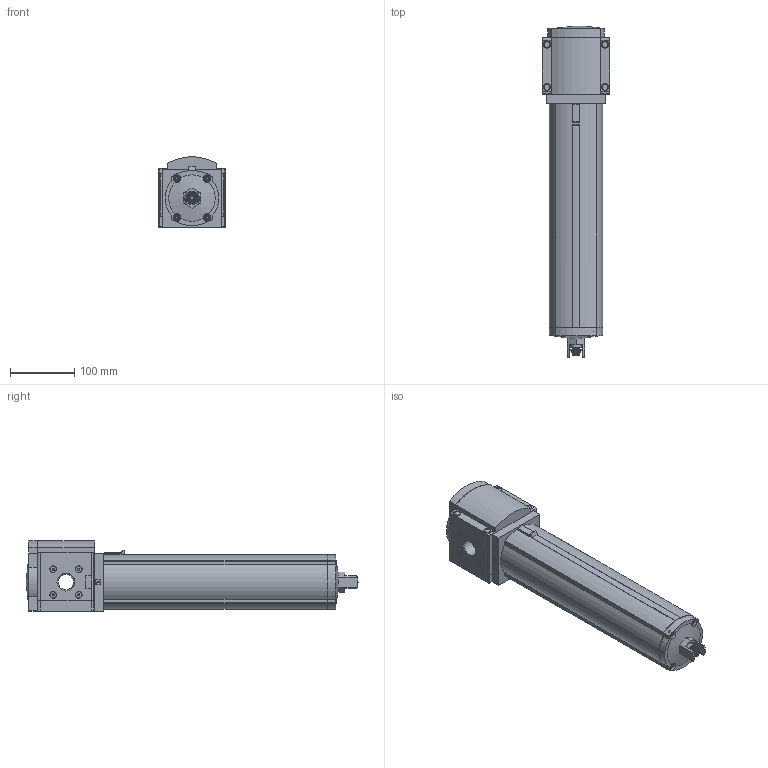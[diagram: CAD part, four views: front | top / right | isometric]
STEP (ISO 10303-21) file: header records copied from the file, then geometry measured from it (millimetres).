
FILE_DESCRIPTION(/* description */ ('STEP AP214'),/* implementation_level */ '2;1');
FILE_NAME(/* name */ '552982_MS9-LFM-N3_4-AUV-HF',/* time_stamp */ '2024-09-11T16:40:13+02:00',/* author */ ('License CC BY-ND 4.0'),/* organization */ ('CADENAS'),/* preprocessor_version */ 'ST-DEVELOPER v19.3',/* originating_system */ 'PARTsolutions',/* authorisation */ ' ');
FILE_SCHEMA (('AUTOMOTIVE_DESIGN {1 0 10303 214 3 1 1}'));
Length unit declared in the file: millimetre
Products named in the file (7): 552982 MS9-LFM-N3/4-AUV-HF; 552940 MS-LFM0VHF-; 1108417 MS9-GPN3/4-R; 709528; 721842; 1108417 MS9-GPN3/4-L; 707201 MS9
Assembly tree (10 placements, depth 2):
  552982 MS9-LFM-N3/4-AUV-HF
    552940 MS-LFM0VHF-
    1108417 MS9-GPN3/4-R
    709528  x2
    721842  x4
    1108417 MS9-GPN3/4-L
    707201 MS9
Bounding box: 104.1 x 515 x 108.79 mm (x, y, z)
Volume: 3097785.1 mm3; surface area: 263679.7 mm2
Topology: 10 solids, 10 shells, 876 faces, 2210 edges, 1441 vertices
Faces by surface type: plane 479, cylinder 270, cone 72, torus 53, sphere 2
Full cylindrical faces by diameter (mm): 4.134 x8, 5 x8, 6 x1, 6.5 x8, 9.5 x4, 9.728 x1, 10 x12, 11 x13, 11.4 x1, 11.5 x4, 11.6 x1, 11.8 x1, 12 x4, 13 x1, 15.8 x1, 18.631 x1, 36 x1, 71.8 x1
Entity records: 27437 total; most frequent: CARTESIAN_POINT 4608, DIRECTION 4015, ORIENTED_EDGE 3796, EDGE_CURVE 1898, AXIS2_PLACEMENT_3D 1440, VERTEX_POINT 1322, LINE 1135, VECTOR 1135
